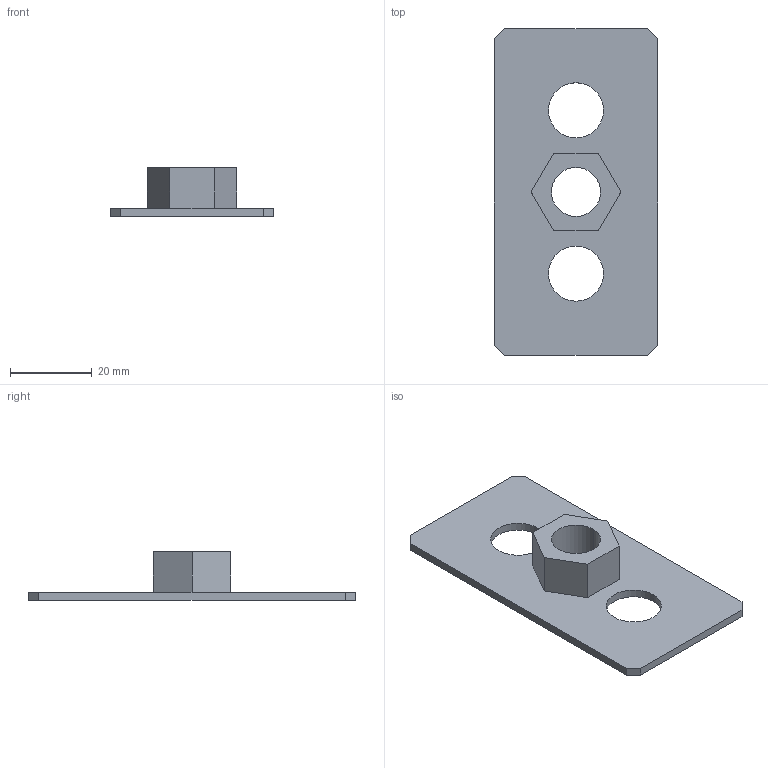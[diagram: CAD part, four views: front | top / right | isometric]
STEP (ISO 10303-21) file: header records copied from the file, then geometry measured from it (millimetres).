
FILE_DESCRIPTION (( 'STEP AP214' ), '1' );
FILE_NAME ('Àäàïòåð îïîðû Ïîäïÿòíèê 40õ80 Ì12.STEP', '2022-04-07T13:12:32', ( 'user' ), ( '' ), 'SwSTEP 2.0', 'SolidWorks 2022', '' );
FILE_SCHEMA (( 'AUTOMOTIVE_DESIGN' ));
Length unit declared in the file: millimetre
Products named in the file (1): Àäàïòåð îïîðû Ïîäïÿòíèê 40õ80 Ì12
Bounding box: 40 x 80 x 12 mm (x, y, z)
Volume: 7444.4 mm3; surface area: 7343.6 mm2
Topology: 1 solids, 1 shells, 26 faces, 66 edges, 44 vertices
Faces by surface type: plane 18, cylinder 8
Entity records: 832 total; most frequent: CARTESIAN_POINT 137, DIRECTION 136, ORIENTED_EDGE 132, EDGE_CURVE 66, VECTOR 50, LINE 50, VERTEX_POINT 44, AXIS2_PLACEMENT_3D 43
